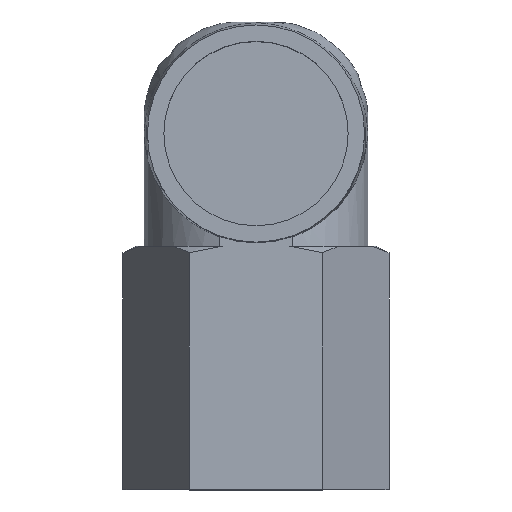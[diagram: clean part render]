
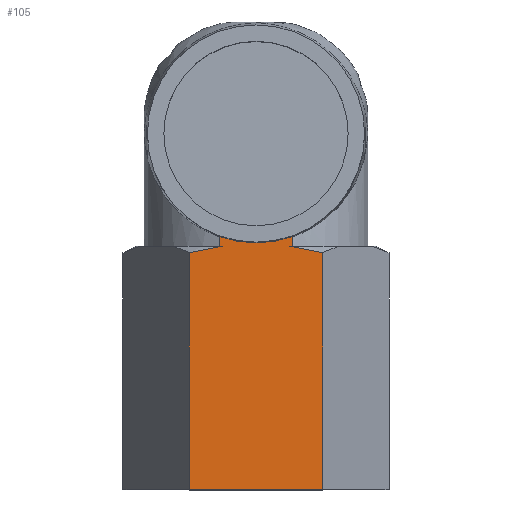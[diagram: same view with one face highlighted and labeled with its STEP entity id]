
A CAD part, top view. The second image highlights one B-rep face of the part: STEP entity #105.
In plain terms, the highlighted planar face has unit normal (0, 0, 1).
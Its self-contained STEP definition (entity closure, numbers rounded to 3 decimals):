
#105 = ADVANCED_FACE( '', ( #240 ), #241, .T. );
#240 = FACE_OUTER_BOUND( '', #406, .T. );
#241 = PLANE( '', #407 );
#406 = EDGE_LOOP( '', ( #683, #684, #685, #686, #687, #688, #689, #690, #691, #692 ) );
#407 = AXIS2_PLACEMENT_3D( '', #693, #694, #695 );
#683 = ORIENTED_EDGE( '', *, *, #941, .T. );
#684 = ORIENTED_EDGE( '', *, *, #981, .F. );
#685 = ORIENTED_EDGE( '', *, *, #999, .F. );
#686 = ORIENTED_EDGE( '', *, *, #1000, .T. );
#687 = ORIENTED_EDGE( '', *, *, #968, .T. );
#688 = ORIENTED_EDGE( '', *, *, #1001, .F. );
#689 = ORIENTED_EDGE( '', *, *, #1002, .F. );
#690 = ORIENTED_EDGE( '', *, *, #1003, .T. );
#691 = ORIENTED_EDGE( '', *, *, #1004, .T. );
#692 = ORIENTED_EDGE( '', *, *, #958, .T. );
#693 = CARTESIAN_POINT( '', ( 7.217, 27., 17.5 ) );
#694 = DIRECTION( '', ( 0., 0., 1. ) );
#695 = DIRECTION( '', ( 1., 0., 0. ) );
#941 = EDGE_CURVE( '', #1104, #1102, #1105, .T. );
#958 = EDGE_CURVE( '', #1127, #1104, #1131, .T. );
#968 = EDGE_CURVE( '', #1143, #1145, #1147, .T. );
#981 = EDGE_CURVE( '', #1168, #1102, #1170, .T. );
#999 = EDGE_CURVE( '', #1197, #1168, #1198, .T. );
#1000 = EDGE_CURVE( '', #1197, #1143, #1199, .T. );
#1001 = EDGE_CURVE( '', #1200, #1145, #1201, .T. );
#1002 = EDGE_CURVE( '', #1202, #1200, #1203, .T. );
#1003 = EDGE_CURVE( '', #1202, #1204, #1205, .T. );
#1004 = EDGE_CURVE( '', #1204, #1127, #1206, .T. );
#1102 = VERTEX_POINT( '', #1400 );
#1104 = VERTEX_POINT( '', #1403 );
#1105 = LINE( '', #1404, #1405 );
#1127 = VERTEX_POINT( '', #1440 );
#1131 = B_SPLINE_CURVE_WITH_KNOTS( '', 3, ( #1444, #1445, #1446, #1447, #1448, #1449 ), .UNSPECIFIED., .F., .F., ( 4, 2, 4 ), ( 0.028, 0.031, 0.033 ), .UNSPECIFIED. );
#1143 = VERTEX_POINT( '', #1464 );
#1145 = VERTEX_POINT( '', #1466 );
#1147 = LINE( '', #1469, #1470 );
#1168 = VERTEX_POINT( '', #1503 );
#1170 = LINE( '', #1506, #1507 );
#1197 = VERTEX_POINT( '', #1551 );
#1198 = LINE( '', #1552, #1553 );
#1199 = B_SPLINE_CURVE_WITH_KNOTS( '', 3, ( #1554, #1555, #1556, #1557 ), .UNSPECIFIED., .F., .F., ( 4, 4 ), ( 0.013, 0.018 ), .UNSPECIFIED. );
#1200 = VERTEX_POINT( '', #1558 );
#1201 = LINE( '', #1559, #1560 );
#1202 = VERTEX_POINT( '', #1561 );
#1203 = CIRCLE( '', #1562, 16.517 );
#1204 = VERTEX_POINT( '', #1563 );
#1205 = LINE( '', #1564, #1565 );
#1206 = LINE( '', #1566, #1567 );
#1400 = CARTESIAN_POINT( '', ( -10.104, -17.188, 17.5 ) );
#1403 = CARTESIAN_POINT( '', ( -10.104, 18.812, 17.5 ) );
#1404 = CARTESIAN_POINT( '', ( -10.104, 27., 17.5 ) );
#1405 = VECTOR( '', #1775, 1000. );
#1440 = CARTESIAN_POINT( '', ( -5.025, 19.812, 17.5 ) );
#1444 = CARTESIAN_POINT( '', ( -5.025, 19.812, 17.5 ) );
#1445 = CARTESIAN_POINT( '', ( -5.875, 19.694, 17.5 ) );
#1446 = CARTESIAN_POINT( '', ( -6.723, 19.55, 17.5 ) );
#1447 = CARTESIAN_POINT( '', ( -8.416, 19.214, 17.5 ) );
#1448 = CARTESIAN_POINT( '', ( -9.261, 19.022, 17.5 ) );
#1449 = CARTESIAN_POINT( '', ( -10.104, 18.812, 17.5 ) );
#1464 = CARTESIAN_POINT( '', ( 5.025, 19.812, 17.5 ) );
#1466 = CARTESIAN_POINT( '', ( 5.5, 19.812, 17.5 ) );
#1469 = CARTESIAN_POINT( '', ( 7.217, 19.812, 17.5 ) );
#1470 = VECTOR( '', #1810, 1000. );
#1503 = CARTESIAN_POINT( '', ( 10.104, -17.188, 17.5 ) );
#1506 = CARTESIAN_POINT( '', ( 0., -17.188, 17.5 ) );
#1507 = VECTOR( '', #1826, 1000. );
#1551 = CARTESIAN_POINT( '', ( 10.104, 18.812, 17.5 ) );
#1552 = CARTESIAN_POINT( '', ( 10.104, 27., 17.5 ) );
#1553 = VECTOR( '', #1842, 1000. );
#1554 = CARTESIAN_POINT( '', ( 10.104, 18.812, 17.5 ) );
#1555 = CARTESIAN_POINT( '', ( 8.435, 19.229, 17.5 ) );
#1556 = CARTESIAN_POINT( '', ( 6.746, 19.574, 17.5 ) );
#1557 = CARTESIAN_POINT( '', ( 5.025, 19.812, 17.5 ) );
#1558 = CARTESIAN_POINT( '', ( 5.5, 21.237, 17.5 ) );
#1559 = CARTESIAN_POINT( '', ( 5.5, 36.812, 17.5 ) );
#1560 = VECTOR( '', #1843, 1000. );
#1561 = CARTESIAN_POINT( '', ( -5.5, 21.237, 17.5 ) );
#1562 = AXIS2_PLACEMENT_3D( '', #1844, #1845, #1846 );
#1563 = CARTESIAN_POINT( '', ( -5.5, 19.812, 17.5 ) );
#1564 = CARTESIAN_POINT( '', ( -5.5, 36.812, 17.5 ) );
#1565 = VECTOR( '', #1847, 1000. );
#1566 = CARTESIAN_POINT( '', ( 7.217, 19.812, 17.5 ) );
#1567 = VECTOR( '', #1848, 1000. );
#1775 = DIRECTION( '', ( 0., -1., 0. ) );
#1810 = DIRECTION( '', ( 1., 0., 0. ) );
#1826 = DIRECTION( '', ( -1., 0., 0. ) );
#1842 = DIRECTION( '', ( 0., -1., 0. ) );
#1843 = DIRECTION( '', ( 0., -1., 0. ) );
#1844 = CARTESIAN_POINT( '', ( 0., 36.812, 17.5 ) );
#1845 = DIRECTION( '', ( 0., 0., 1. ) );
#1846 = DIRECTION( '', ( 1., 0., 0. ) );
#1847 = DIRECTION( '', ( 0., -1., 0. ) );
#1848 = DIRECTION( '', ( 1., 0., 0. ) );
